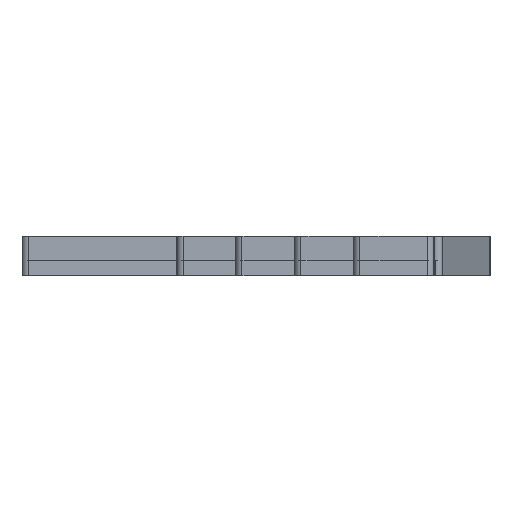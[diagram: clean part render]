
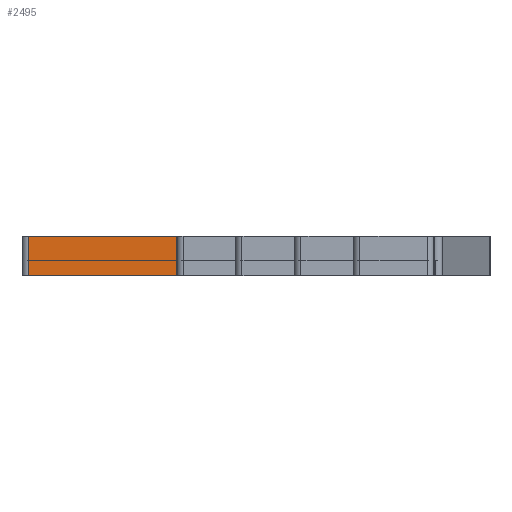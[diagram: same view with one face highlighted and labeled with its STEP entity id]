
A CAD part, left-side view. The second image highlights one B-rep face of the part: STEP entity #2495.
In plain terms, the highlighted planar face has unit normal (-1, 0, 0).
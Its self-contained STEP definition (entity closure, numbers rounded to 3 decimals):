
#81=PLANE('',#2728);
#200=FACE_OUTER_BOUND('',#328,.T.);
#328=EDGE_LOOP('',(#2189,#2190,#2191,#2192));
#542=LINE('',#3741,#811);
#591=LINE('',#3889,#860);
#689=LINE('',#4147,#958);
#690=LINE('',#4148,#959);
#811=VECTOR('',#3008,10.);
#860=VECTOR('',#3159,10.);
#958=VECTOR('',#3395,10.);
#959=VECTOR('',#3396,10.);
#1076=VERTEX_POINT('',#3739);
#1077=VERTEX_POINT('',#3740);
#1125=VERTEX_POINT('',#3887);
#1216=VERTEX_POINT('',#4146);
#1362=EDGE_CURVE('',#1076,#1077,#542,.T.);
#1437=EDGE_CURVE('',#1125,#1076,#591,.T.);
#1566=EDGE_CURVE('',#1125,#1216,#689,.T.);
#1567=EDGE_CURVE('',#1077,#1216,#690,.T.);
#2189=ORIENTED_EDGE('',*,*,#1566,.T.);
#2190=ORIENTED_EDGE('',*,*,#1567,.F.);
#2191=ORIENTED_EDGE('',*,*,#1362,.F.);
#2192=ORIENTED_EDGE('',*,*,#1437,.F.);
#2495=ADVANCED_FACE('',(#200),#81,.T.);
#2728=AXIS2_PLACEMENT_3D('',#4145,#3393,#3394);
#3008=DIRECTION('',(0.,0.,1.));
#3159=DIRECTION('',(0.,1.,0.));
#3393=DIRECTION('center_axis',(-1.,0.,0.));
#3394=DIRECTION('ref_axis',(0.,-1.,0.));
#3395=DIRECTION('',(0.,0.,1.));
#3396=DIRECTION('',(0.,-1.,0.));
#3739=CARTESIAN_POINT('',(44.194,-27.194,-3.49));
#3740=CARTESIAN_POINT('',(44.194,-27.194,9.395));
#3741=CARTESIAN_POINT('',(44.194,-27.194,7.395));
#3887=CARTESIAN_POINT('',(44.194,-75.15,-3.49));
#3889=CARTESIAN_POINT('',(44.194,-27.194,-3.49));
#4145=CARTESIAN_POINT('Origin',(44.194,-27.194,7.395));
#4146=CARTESIAN_POINT('',(44.194,-75.15,9.395));
#4147=CARTESIAN_POINT('',(44.194,-75.15,7.395));
#4148=CARTESIAN_POINT('',(44.194,-63.989,9.395));
